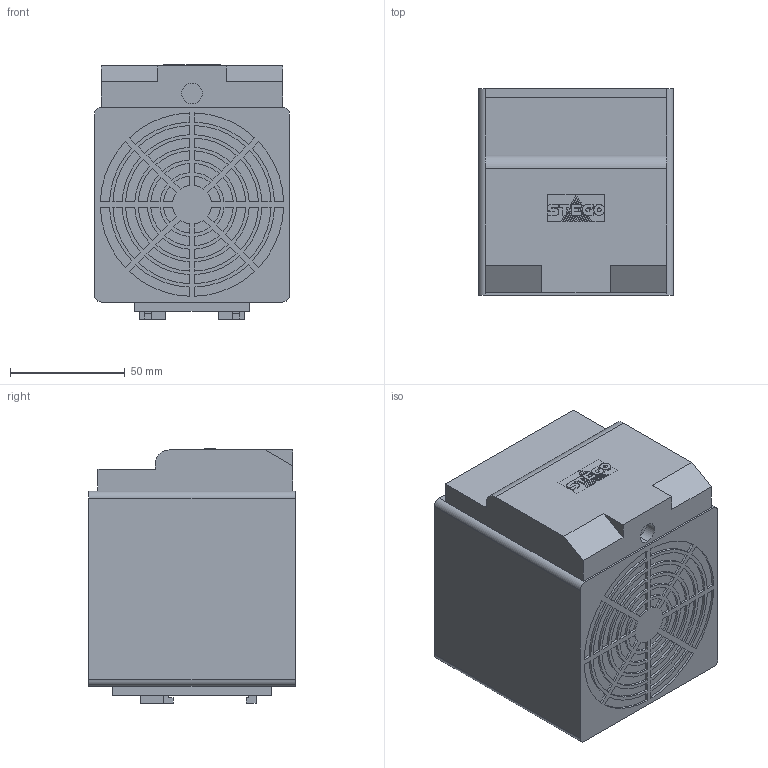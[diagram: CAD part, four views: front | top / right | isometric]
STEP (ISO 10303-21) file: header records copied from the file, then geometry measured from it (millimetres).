
FILE_DESCRIPTION (( 'STEP AP214' ), '1' );
FILE_NAME ('Basis_CSL_LOGO_Ursprung_Links.STEP', '2012-10-11T13:58:04', ( 'Nutzer' ), ( '' ), 'SwSTEP 2.0', 'SolidWorks 2012', '' );
FILE_SCHEMA (( 'AUTOMOTIVE_DESIGN' ));
Length unit declared in the file: millimetre
Products named in the file (1): Basis_CSL_LOGO_Ursprung_Links
Bounding box: 85 x 90 x 111 mm (x, y, z)
Volume: 758961.9 mm3; surface area: 56275.7 mm2
Topology: 2 solids, 2 shells, 665 faces, 1716 edges, 1140 vertices
Faces by surface type: plane 424, cylinder 195, bspline 46
Entity records: 20481 total; most frequent: CARTESIAN_POINT 4099, ORIENTED_EDGE 3432, DIRECTION 3254, EDGE_CURVE 1716, LINE 1232, VECTOR 1232, VERTEX_POINT 1140, AXIS2_PLACEMENT_3D 1011
